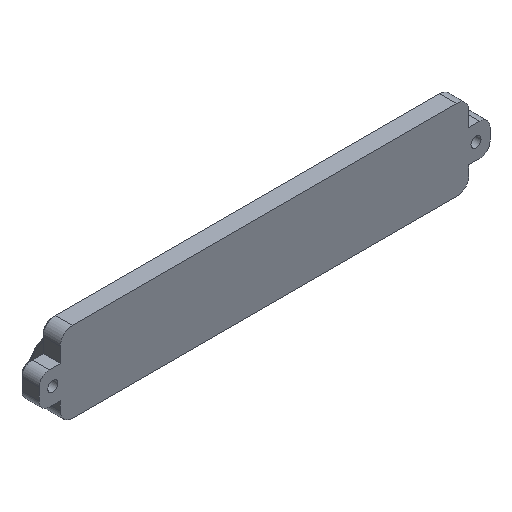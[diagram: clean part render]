
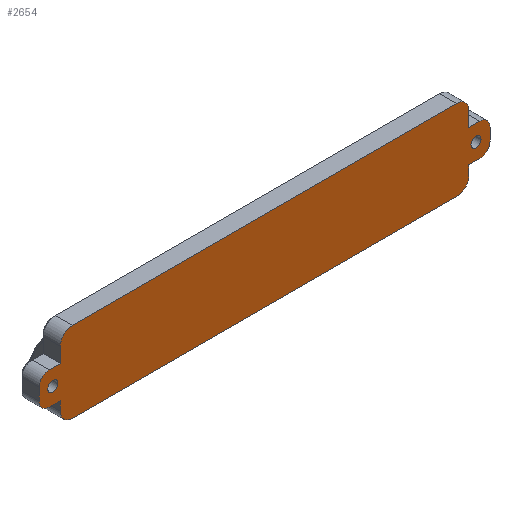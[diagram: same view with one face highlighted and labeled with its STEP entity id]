
A CAD part, isometric view. The second image highlights one B-rep face of the part: STEP entity #2654.
In plain terms, the highlighted planar face has unit normal (0, -1, 0).
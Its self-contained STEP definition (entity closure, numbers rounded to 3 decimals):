
#189=FACE_BOUND('',#736,.T.);
#190=FACE_BOUND('',#737,.T.);
#255=CIRCLE('',#2699,5.);
#256=CIRCLE('',#2702,5.);
#257=CIRCLE('',#2706,6.);
#258=CIRCLE('',#2709,6.);
#259=CIRCLE('',#2713,5.);
#260=CIRCLE('',#2716,5.);
#265=CIRCLE('',#2729,6.);
#266=CIRCLE('',#2732,6.);
#270=CIRCLE('',#2739,2.5);
#274=CIRCLE('',#2746,2.5);
#561=FACE_OUTER_BOUND('',#735,.T.);
#735=EDGE_LOOP('',(#2428,#2429,#2430,#2431,#2432,#2433,#2434,#2435,#2436,
#2437,#2438,#2439,#2440,#2441,#2442,#2443,#2444,#2445,#2446,#2447));
#736=EDGE_LOOP('',(#2448));
#737=EDGE_LOOP('',(#2449));
#773=LINE('',#3748,#923);
#777=LINE('',#3757,#927);
#780=LINE('',#3765,#930);
#782=LINE('',#3769,#932);
#785=LINE('',#3777,#935);
#788=LINE('',#3785,#938);
#790=LINE('',#3789,#940);
#793=LINE('',#3797,#943);
#796=LINE('',#3805,#946);
#808=LINE('',#3836,#958);
#811=LINE('',#3844,#961);
#813=LINE('',#3850,#963);
#923=VECTOR('',#3040,10.);
#927=VECTOR('',#3050,10.);
#930=VECTOR('',#3059,10.);
#932=VECTOR('',#3063,10.);
#935=VECTOR('',#3072,10.);
#938=VECTOR('',#3081,10.);
#940=VECTOR('',#3085,10.);
#943=VECTOR('',#3094,10.);
#946=VECTOR('',#3103,10.);
#958=VECTOR('',#3135,10.);
#961=VECTOR('',#3144,10.);
#963=VECTOR('',#3152,10.);
#1070=VERTEX_POINT('',#3745);
#1071=VERTEX_POINT('',#3747);
#1072=VERTEX_POINT('',#3751);
#1073=VERTEX_POINT('',#3755);
#1074=VERTEX_POINT('',#3759);
#1075=VERTEX_POINT('',#3763);
#1076=VERTEX_POINT('',#3767);
#1077=VERTEX_POINT('',#3771);
#1078=VERTEX_POINT('',#3775);
#1079=VERTEX_POINT('',#3779);
#1080=VERTEX_POINT('',#3783);
#1081=VERTEX_POINT('',#3787);
#1082=VERTEX_POINT('',#3791);
#1083=VERTEX_POINT('',#3795);
#1084=VERTEX_POINT('',#3799);
#1085=VERTEX_POINT('',#3803);
#1094=VERTEX_POINT('',#3834);
#1095=VERTEX_POINT('',#3838);
#1096=VERTEX_POINT('',#3842);
#1097=VERTEX_POINT('',#3846);
#1101=VERTEX_POINT('',#3860);
#1161=VERTEX_POINT('',#4125);
#1321=EDGE_CURVE('',#1071,#1070,#773,.T.);
#1324=EDGE_CURVE('',#1072,#1070,#255,.T.);
#1326=EDGE_CURVE('',#1072,#1073,#777,.T.);
#1328=EDGE_CURVE('',#1074,#1073,#256,.T.);
#1330=EDGE_CURVE('',#1074,#1075,#780,.T.);
#1332=EDGE_CURVE('',#1076,#1075,#782,.F.);
#1334=EDGE_CURVE('',#1077,#1076,#257,.T.);
#1336=EDGE_CURVE('',#1078,#1077,#785,.F.);
#1338=EDGE_CURVE('',#1079,#1078,#258,.T.);
#1340=EDGE_CURVE('',#1080,#1079,#788,.F.);
#1342=EDGE_CURVE('',#1080,#1081,#790,.T.);
#1344=EDGE_CURVE('',#1082,#1081,#259,.T.);
#1346=EDGE_CURVE('',#1082,#1083,#793,.T.);
#1348=EDGE_CURVE('',#1084,#1083,#260,.T.);
#1350=EDGE_CURVE('',#1084,#1085,#796,.T.);
#1366=EDGE_CURVE('',#1094,#1085,#808,.F.);
#1368=EDGE_CURVE('',#1095,#1094,#265,.T.);
#1370=EDGE_CURVE('',#1096,#1095,#811,.T.);
#1372=EDGE_CURVE('',#1097,#1096,#266,.T.);
#1373=EDGE_CURVE('',#1071,#1097,#813,.F.);
#1379=EDGE_CURVE('',#1101,#1101,#270,.T.);
#1441=EDGE_CURVE('',#1161,#1161,#274,.T.);
#2428=ORIENTED_EDGE('',*,*,#1368,.F.);
#2429=ORIENTED_EDGE('',*,*,#1370,.F.);
#2430=ORIENTED_EDGE('',*,*,#1372,.F.);
#2431=ORIENTED_EDGE('',*,*,#1373,.F.);
#2432=ORIENTED_EDGE('',*,*,#1321,.T.);
#2433=ORIENTED_EDGE('',*,*,#1324,.F.);
#2434=ORIENTED_EDGE('',*,*,#1326,.T.);
#2435=ORIENTED_EDGE('',*,*,#1328,.F.);
#2436=ORIENTED_EDGE('',*,*,#1330,.T.);
#2437=ORIENTED_EDGE('',*,*,#1332,.F.);
#2438=ORIENTED_EDGE('',*,*,#1334,.F.);
#2439=ORIENTED_EDGE('',*,*,#1336,.F.);
#2440=ORIENTED_EDGE('',*,*,#1338,.F.);
#2441=ORIENTED_EDGE('',*,*,#1340,.F.);
#2442=ORIENTED_EDGE('',*,*,#1342,.T.);
#2443=ORIENTED_EDGE('',*,*,#1344,.F.);
#2444=ORIENTED_EDGE('',*,*,#1346,.T.);
#2445=ORIENTED_EDGE('',*,*,#1348,.F.);
#2446=ORIENTED_EDGE('',*,*,#1350,.T.);
#2447=ORIENTED_EDGE('',*,*,#1366,.F.);
#2448=ORIENTED_EDGE('',*,*,#1379,.T.);
#2449=ORIENTED_EDGE('',*,*,#1441,.T.);
#2489=PLANE('',#2943);
#2654=ADVANCED_FACE('',(#561,#189,#190),#2489,.F.);
#2699=AXIS2_PLACEMENT_3D('',#3753,#3045,#3046);
#2702=AXIS2_PLACEMENT_3D('',#3761,#3054,#3055);
#2706=AXIS2_PLACEMENT_3D('',#3773,#3067,#3068);
#2709=AXIS2_PLACEMENT_3D('',#3781,#3076,#3077);
#2713=AXIS2_PLACEMENT_3D('',#3793,#3089,#3090);
#2716=AXIS2_PLACEMENT_3D('',#3801,#3098,#3099);
#2729=AXIS2_PLACEMENT_3D('',#3840,#3139,#3140);
#2732=AXIS2_PLACEMENT_3D('',#3848,#3148,#3149);
#2739=AXIS2_PLACEMENT_3D('',#3862,#3165,#3166);
#2746=AXIS2_PLACEMENT_3D('',#4127,#3209,#3210);
#2943=AXIS2_PLACEMENT_3D('',#6172,#3645,#3646);
#3040=DIRECTION('',(-1.,0.,0.));
#3045=DIRECTION('center_axis',(0.,1.,0.));
#3046=DIRECTION('ref_axis',(-0.707,0.,0.707));
#3050=DIRECTION('',(0.,0.,-1.));
#3054=DIRECTION('center_axis',(0.,1.,0.));
#3055=DIRECTION('ref_axis',(-0.707,0.,-0.707));
#3059=DIRECTION('',(1.,0.,0.));
#3063=DIRECTION('',(0.,0.,-1.));
#3067=DIRECTION('center_axis',(0.,1.,0.));
#3068=DIRECTION('ref_axis',(-0.707,0.,-0.707));
#3072=DIRECTION('',(1.,0.,0.));
#3076=DIRECTION('center_axis',(0.,1.,0.));
#3077=DIRECTION('ref_axis',(0.707,0.,-0.707));
#3081=DIRECTION('',(0.,0.,1.));
#3085=DIRECTION('',(1.,0.,0.));
#3089=DIRECTION('center_axis',(0.,1.,0.));
#3090=DIRECTION('ref_axis',(0.707,0.,-0.707));
#3094=DIRECTION('',(0.,0.,1.));
#3098=DIRECTION('center_axis',(0.,1.,0.));
#3099=DIRECTION('ref_axis',(0.707,0.,0.707));
#3103=DIRECTION('',(-1.,0.,0.));
#3135=DIRECTION('',(0.,0.,1.));
#3139=DIRECTION('center_axis',(0.,1.,0.));
#3140=DIRECTION('ref_axis',(0.707,0.,0.707));
#3144=DIRECTION('',(1.,0.,0.));
#3148=DIRECTION('center_axis',(0.,1.,0.));
#3149=DIRECTION('ref_axis',(-0.707,0.,0.707));
#3152=DIRECTION('',(0.,0.,-1.));
#3165=DIRECTION('center_axis',(0.,1.,0.));
#3166=DIRECTION('ref_axis',(0.,0.,1.));
#3209=DIRECTION('center_axis',(0.,1.,0.));
#3210=DIRECTION('ref_axis',(0.,0.,1.));
#3645=DIRECTION('center_axis',(0.,1.,0.));
#3646=DIRECTION('ref_axis',(1.,0.,0.));
#3745=CARTESIAN_POINT('',(-15.,0.,9.016));
#3747=CARTESIAN_POINT('',(-9.445,0.,9.016));
#3748=CARTESIAN_POINT('',(-9.445,0.,9.016));
#3751=CARTESIAN_POINT('',(-20.,0.,4.016));
#3753=CARTESIAN_POINT('Origin',(-15.,0.,4.016));
#3755=CARTESIAN_POINT('',(-20.,0.,-2.));
#3757=CARTESIAN_POINT('',(-20.,0.,9.016));
#3759=CARTESIAN_POINT('',(-15.,0.,-7.));
#3761=CARTESIAN_POINT('Origin',(-15.,0.,-2.));
#3763=CARTESIAN_POINT('',(-9.445,0.,-7.));
#3765=CARTESIAN_POINT('',(-20.,0.,-7.));
#3767=CARTESIAN_POINT('',(-9.445,0.,-11.608));
#3769=CARTESIAN_POINT('',(-9.445,0.,-11.358));
#3771=CARTESIAN_POINT('',(-3.445,0.,-17.608));
#3773=CARTESIAN_POINT('Origin',(-3.445,0.,-11.608));
#3775=CARTESIAN_POINT('',(187.555,0.,-17.608));
#3777=CARTESIAN_POINT('',(10.055,0.,-17.608));
#3779=CARTESIAN_POINT('',(193.555,0.,-11.608));
#3781=CARTESIAN_POINT('Origin',(187.555,0.,-11.608));
#3783=CARTESIAN_POINT('',(193.555,0.,-7.));
#3785=CARTESIAN_POINT('',(193.555,0.,11.142));
#3787=CARTESIAN_POINT('',(199.055,0.,-7.));
#3789=CARTESIAN_POINT('',(193.5,0.,-7.));
#3791=CARTESIAN_POINT('',(204.055,0.,-2.));
#3793=CARTESIAN_POINT('Origin',(199.055,0.,-2.));
#3795=CARTESIAN_POINT('',(204.055,0.,4.016));
#3797=CARTESIAN_POINT('',(204.055,0.,-17.608));
#3799=CARTESIAN_POINT('',(199.055,0.,9.016));
#3801=CARTESIAN_POINT('Origin',(199.055,0.,4.016));
#3803=CARTESIAN_POINT('',(193.555,0.,9.016));
#3805=CARTESIAN_POINT('',(204.055,0.,9.016));
#3834=CARTESIAN_POINT('',(193.555,0.,16.392));
#3836=CARTESIAN_POINT('',(193.555,0.,11.142));
#3838=CARTESIAN_POINT('',(187.555,0.,22.392));
#3840=CARTESIAN_POINT('Origin',(187.555,0.,16.392));
#3842=CARTESIAN_POINT('',(-3.445,0.,22.392));
#3844=CARTESIAN_POINT('',(-12.445,0.,22.392));
#3846=CARTESIAN_POINT('',(-9.445,0.,16.392));
#3848=CARTESIAN_POINT('Origin',(-3.445,0.,16.392));
#3850=CARTESIAN_POINT('',(-9.445,0.,-11.358));
#3860=CARTESIAN_POINT('',(197.104,0.,-1.419));
#3862=CARTESIAN_POINT('Origin',(197.104,0.,1.081));
#4125=CARTESIAN_POINT('',(-13.187,0.,-1.407));
#4127=CARTESIAN_POINT('Origin',(-13.187,0.,1.093));
#6172=CARTESIAN_POINT('Origin',(198.777,0.,1.008));
